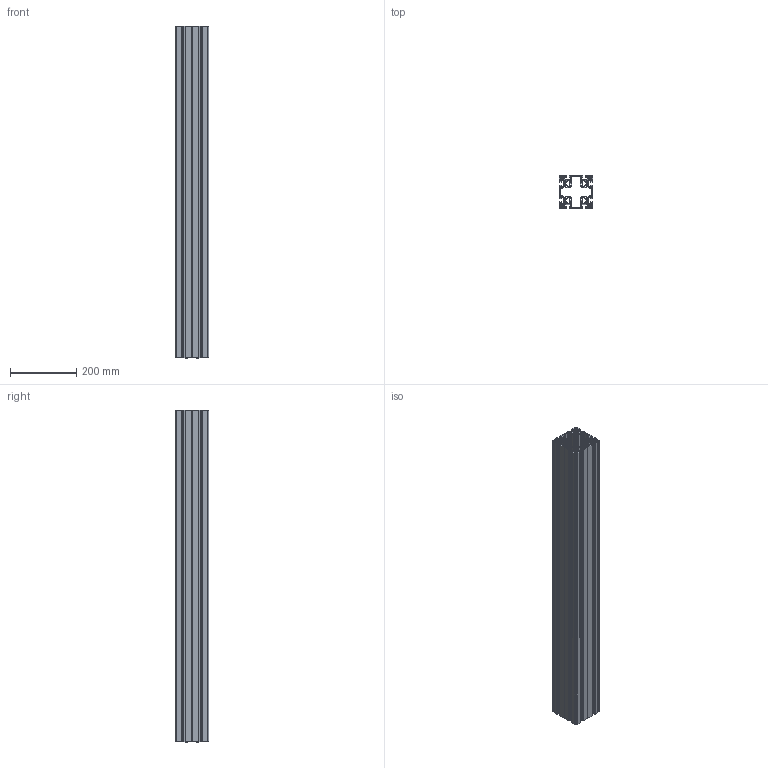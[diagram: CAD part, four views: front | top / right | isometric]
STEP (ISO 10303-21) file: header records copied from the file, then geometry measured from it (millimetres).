
FILE_DESCRIPTION (( 'STEP AP214' ), '1' );
FILE_NAME ('61010SLX Êîíñòðóêöèîííûé ïðîôèëü 100õ100SL.STEP', '2019-11-13T08:09:18', ( 'Windows User' ), ( '' ), 'SwSTEP 2.0', 'SolidWorks 2019', '' );
FILE_SCHEMA (( 'AUTOMOTIVE_DESIGN' ));
Length unit declared in the file: millimetre
Products named in the file (1): 61010SLX Êîíñòðóêöèîííûé ïðîôèëü 100õ100SL
Bounding box: 100 x 100 x 1000 mm (x, y, z)
Volume: 1961525.2 mm3; surface area: 2059175.4 mm2
Topology: 1 solids, 1 shells, 946 faces, 2844 edges, 1896 vertices
Faces by surface type: plane 498, cylinder 448
Entity records: 32242 total; most frequent: ORIENTED_EDGE 5688, CARTESIAN_POINT 5687, DIRECTION 5642, EDGE_CURVE 2844, VECTOR 1940, LINE 1940, VERTEX_POINT 1896, AXIS2_PLACEMENT_3D 1851
